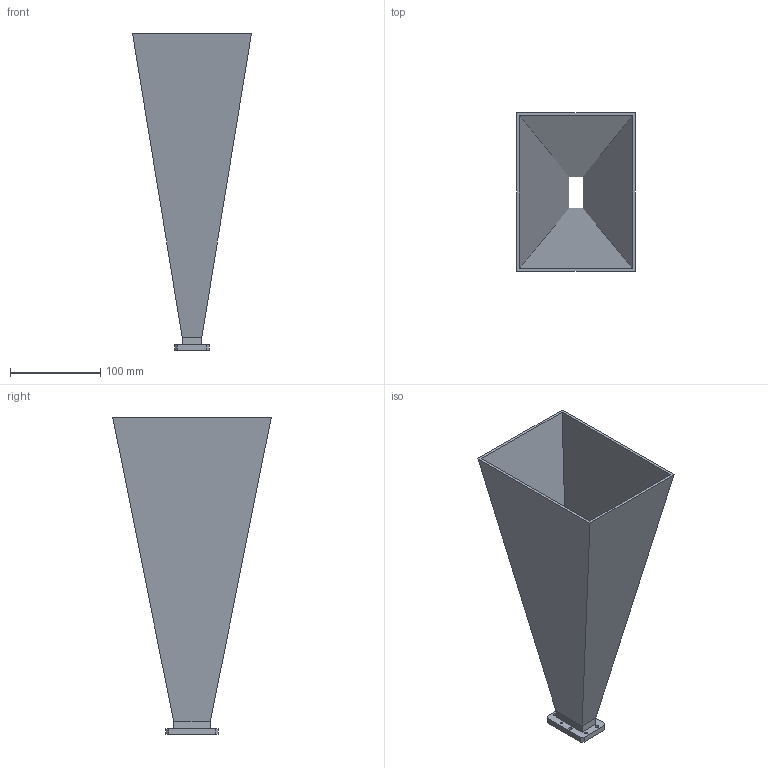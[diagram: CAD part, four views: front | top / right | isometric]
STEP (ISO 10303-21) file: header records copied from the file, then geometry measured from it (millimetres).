
FILE_DESCRIPTION (( 'STEP AP214' ), '1' );
FILE_NAME ('PEWAN137-20.step', '2021-09-15T18:26:17', ( '' ), ( '' ), 'SwSTEP 2.0', 'SolidWorks 2021', '' );
FILE_SCHEMA (( 'AUTOMOTIVE_DESIGN' ));
Length unit declared in the file: millimetre
Products named in the file (1): PEWAN137-20
Bounding box: 132.15 x 176.04 x 352 mm (x, y, z)
Volume: 451269.1 mm3; surface area: 252675.4 mm2
Topology: 1 solids, 1 shells, 48 faces, 136 edges, 92 vertices
Faces by surface type: plane 31, cylinder 16, bspline 1
Entity records: 1862 total; most frequent: CARTESIAN_POINT 339, ORIENTED_EDGE 272, DIRECTION 255, EDGE_CURVE 136, LINE 95, VECTOR 95, VERTEX_POINT 92, AXIS2_PLACEMENT_3D 80
